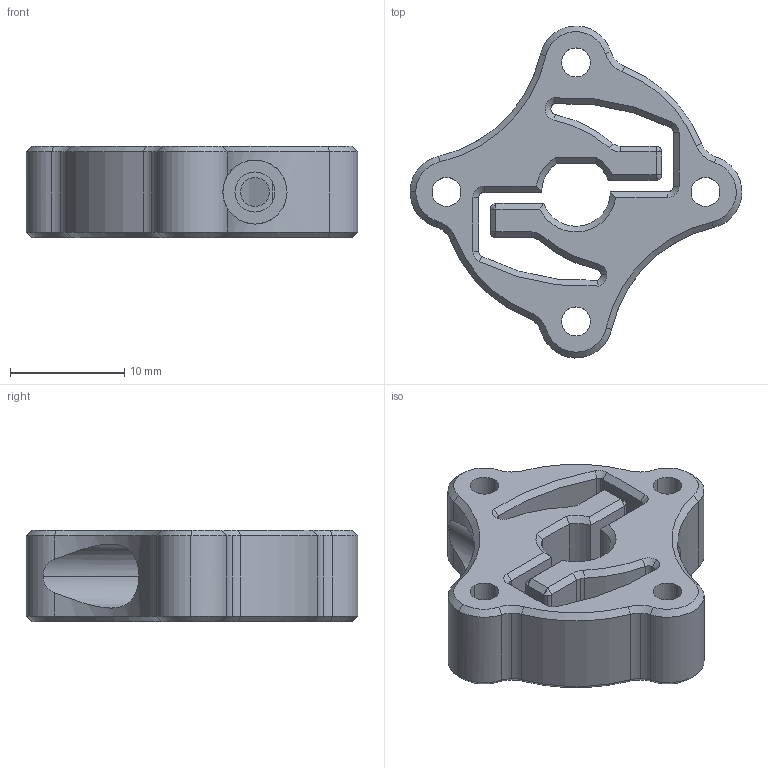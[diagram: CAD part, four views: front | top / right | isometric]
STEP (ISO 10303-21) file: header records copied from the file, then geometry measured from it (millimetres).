
FILE_DESCRIPTION (( 'STEP AP214' ), '1' );
FILE_NAME ('76292 - 6mm D-Shaft Low Profile Clamping Hub.STEP', '2022-08-04T12:56:57', ( '' ), ( '' ), 'SwSTEP 2.0', 'SolidWorks 2022', '' );
FILE_SCHEMA (( 'AUTOMOTIVE_DESIGN' ));
Length unit declared in the file: millimetre
Products named in the file (1): 76292 - 6mm D-Shaft Low Profile Clamping Hub
Bounding box: 29 x 28.99 x 8 mm (x, y, z)
Volume: 2332.9 mm3; surface area: 2477.4 mm2
Topology: 1 solids, 1 shells, 170 faces, 419 edges, 243 vertices
Faces by surface type: cylinder 67, cone 66, plane 37
Entity records: 5179 total; most frequent: CARTESIAN_POINT 1060, DIRECTION 920, ORIENTED_EDGE 822, EDGE_CURVE 411, AXIS2_PLACEMENT_3D 362, VERTEX_POINT 243, LINE 196, VECTOR 196
